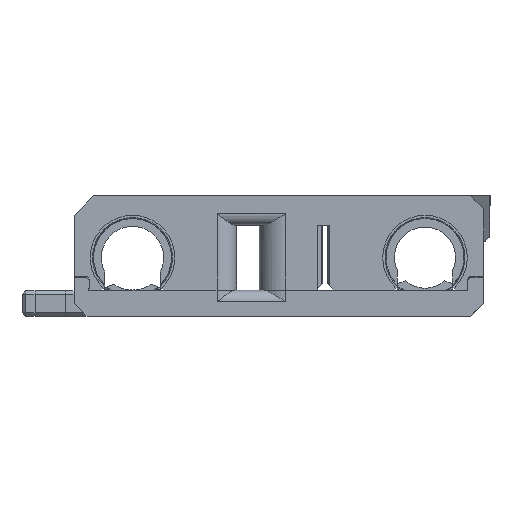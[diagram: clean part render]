
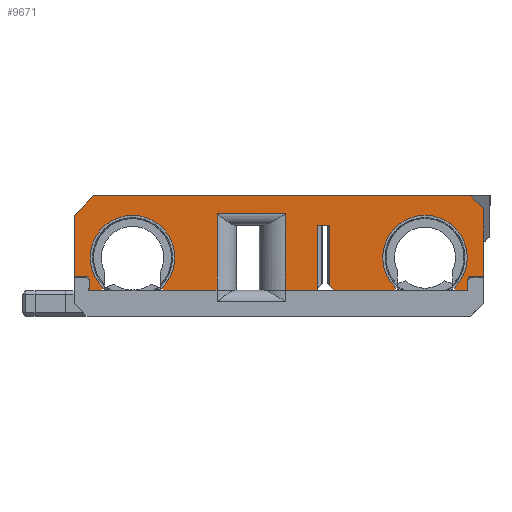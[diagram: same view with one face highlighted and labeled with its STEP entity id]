
A CAD part, left-side view. The second image highlights one B-rep face of the part: STEP entity #9671.
In plain terms, the highlighted face is planar.
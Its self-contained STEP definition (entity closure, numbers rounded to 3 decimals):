
#428=PLANE('',#10289);
#900=FACE_OUTER_BOUND('',#1466,.T.);
#1466=EDGE_LOOP('',(#7091,#7092,#7093,#7094,#7095,#7096,#7097,#7098,#7099,
#7100,#7101,#7102,#7103,#7104,#7105,#7106,#7107,#7108,#7109,#7110,#7111,
#7112,#7113,#7114,#7115,#7116,#7117,#7118,#7119,#7120));
#1920=LINE('',#13528,#2903);
#1933=LINE('',#13582,#2916);
#1996=LINE('',#13743,#2979);
#2138=LINE('',#14292,#3121);
#2141=LINE('',#14298,#3124);
#2142=LINE('',#14300,#3125);
#2143=LINE('',#14302,#3126);
#2144=LINE('',#14304,#3127);
#2145=LINE('',#14306,#3128);
#2146=LINE('',#14308,#3129);
#2147=LINE('',#14310,#3130);
#2148=LINE('',#14313,#3131);
#2149=LINE('',#14315,#3132);
#2150=LINE('',#14317,#3133);
#2151=LINE('',#14319,#3134);
#2152=LINE('',#14321,#3135);
#2153=LINE('',#14323,#3136);
#2154=LINE('',#14325,#3137);
#2155=LINE('',#14327,#3138);
#2156=LINE('',#14329,#3139);
#2157=LINE('',#14330,#3140);
#2158=LINE('',#14332,#3141);
#2159=LINE('',#14336,#3142);
#2160=LINE('',#14338,#3143);
#2161=LINE('',#14340,#3144);
#2162=LINE('',#14342,#3145);
#2163=LINE('',#14344,#3146);
#2164=LINE('',#14345,#3147);
#2903=VECTOR('',#10940,10.);
#2916=VECTOR('',#10993,10.);
#2979=VECTOR('',#11138,10.);
#3121=VECTOR('',#11496,10.);
#3124=VECTOR('',#11501,10.);
#3125=VECTOR('',#11502,10.);
#3126=VECTOR('',#11503,10.);
#3127=VECTOR('',#11504,10.);
#3128=VECTOR('',#11505,10.);
#3129=VECTOR('',#11506,10.);
#3130=VECTOR('',#11507,10.);
#3131=VECTOR('',#11510,10.);
#3132=VECTOR('',#11511,10.);
#3133=VECTOR('',#11512,10.);
#3134=VECTOR('',#11513,10.);
#3135=VECTOR('',#11514,10.);
#3136=VECTOR('',#11515,10.);
#3137=VECTOR('',#11516,10.);
#3138=VECTOR('',#11517,10.);
#3139=VECTOR('',#11518,10.);
#3140=VECTOR('',#11519,10.);
#3141=VECTOR('',#11520,10.);
#3142=VECTOR('',#11523,10.);
#3143=VECTOR('',#11524,10.);
#3144=VECTOR('',#11525,10.);
#3145=VECTOR('',#11526,10.);
#3146=VECTOR('',#11527,10.);
#3147=VECTOR('',#11528,10.);
#3954=CIRCLE('',#10290,6.5);
#3955=CIRCLE('',#10291,6.5);
#4147=VERTEX_POINT('',#13525);
#4148=VERTEX_POINT('',#13527);
#4167=VERTEX_POINT('',#13578);
#4169=VERTEX_POINT('',#13581);
#4212=VERTEX_POINT('',#13713);
#4226=VERTEX_POINT('',#13741);
#4351=VERTEX_POINT('',#14291);
#4353=VERTEX_POINT('',#14297);
#4354=VERTEX_POINT('',#14299);
#4355=VERTEX_POINT('',#14301);
#4356=VERTEX_POINT('',#14303);
#4357=VERTEX_POINT('',#14305);
#4358=VERTEX_POINT('',#14307);
#4359=VERTEX_POINT('',#14309);
#4360=VERTEX_POINT('',#14311);
#4361=VERTEX_POINT('',#14314);
#4362=VERTEX_POINT('',#14316);
#4363=VERTEX_POINT('',#14318);
#4364=VERTEX_POINT('',#14320);
#4365=VERTEX_POINT('',#14322);
#4366=VERTEX_POINT('',#14324);
#4367=VERTEX_POINT('',#14326);
#4368=VERTEX_POINT('',#14328);
#4369=VERTEX_POINT('',#14331);
#4370=VERTEX_POINT('',#14333);
#4371=VERTEX_POINT('',#14335);
#4372=VERTEX_POINT('',#14337);
#4373=VERTEX_POINT('',#14339);
#4374=VERTEX_POINT('',#14341);
#4375=VERTEX_POINT('',#14343);
#5103=EDGE_CURVE('',#4147,#4148,#1920,.T.);
#5129=EDGE_CURVE('',#4169,#4167,#1933,.T.);
#5207=EDGE_CURVE('',#4226,#4212,#1996,.F.);
#5401=EDGE_CURVE('',#4212,#4351,#2138,.T.);
#5404=EDGE_CURVE('',#4226,#4353,#2141,.F.);
#5405=EDGE_CURVE('',#4354,#4353,#2142,.T.);
#5406=EDGE_CURVE('',#4354,#4355,#2143,.T.);
#5407=EDGE_CURVE('',#4356,#4355,#2144,.T.);
#5408=EDGE_CURVE('',#4356,#4357,#2145,.T.);
#5409=EDGE_CURVE('',#4358,#4357,#2146,.T.);
#5410=EDGE_CURVE('',#4359,#4358,#2147,.T.);
#5411=EDGE_CURVE('',#4360,#4359,#3954,.T.);
#5412=EDGE_CURVE('',#4148,#4360,#2148,.T.);
#5413=EDGE_CURVE('',#4361,#4147,#2149,.T.);
#5414=EDGE_CURVE('',#4361,#4362,#2150,.T.);
#5415=EDGE_CURVE('',#4362,#4363,#2151,.T.);
#5416=EDGE_CURVE('',#4363,#4364,#2152,.T.);
#5417=EDGE_CURVE('',#4365,#4364,#2153,.T.);
#5418=EDGE_CURVE('',#4365,#4366,#2154,.T.);
#5419=EDGE_CURVE('',#4367,#4366,#2155,.T.);
#5420=EDGE_CURVE('',#4367,#4368,#2156,.T.);
#5421=EDGE_CURVE('',#4169,#4368,#2157,.T.);
#5422=EDGE_CURVE('',#4369,#4167,#2158,.T.);
#5423=EDGE_CURVE('',#4370,#4369,#3955,.T.);
#5424=EDGE_CURVE('',#4371,#4370,#2159,.T.);
#5425=EDGE_CURVE('',#4371,#4372,#2160,.T.);
#5426=EDGE_CURVE('',#4372,#4373,#2161,.T.);
#5427=EDGE_CURVE('',#4374,#4373,#2162,.T.);
#5428=EDGE_CURVE('',#4374,#4375,#2163,.T.);
#5429=EDGE_CURVE('',#4351,#4375,#2164,.T.);
#7091=ORIENTED_EDGE('',*,*,#5401,.F.);
#7092=ORIENTED_EDGE('',*,*,#5207,.F.);
#7093=ORIENTED_EDGE('',*,*,#5404,.T.);
#7094=ORIENTED_EDGE('',*,*,#5405,.F.);
#7095=ORIENTED_EDGE('',*,*,#5406,.T.);
#7096=ORIENTED_EDGE('',*,*,#5407,.F.);
#7097=ORIENTED_EDGE('',*,*,#5408,.T.);
#7098=ORIENTED_EDGE('',*,*,#5409,.F.);
#7099=ORIENTED_EDGE('',*,*,#5410,.F.);
#7100=ORIENTED_EDGE('',*,*,#5411,.F.);
#7101=ORIENTED_EDGE('',*,*,#5412,.F.);
#7102=ORIENTED_EDGE('',*,*,#5103,.F.);
#7103=ORIENTED_EDGE('',*,*,#5413,.F.);
#7104=ORIENTED_EDGE('',*,*,#5414,.T.);
#7105=ORIENTED_EDGE('',*,*,#5415,.T.);
#7106=ORIENTED_EDGE('',*,*,#5416,.T.);
#7107=ORIENTED_EDGE('',*,*,#5417,.F.);
#7108=ORIENTED_EDGE('',*,*,#5418,.T.);
#7109=ORIENTED_EDGE('',*,*,#5419,.F.);
#7110=ORIENTED_EDGE('',*,*,#5420,.T.);
#7111=ORIENTED_EDGE('',*,*,#5421,.F.);
#7112=ORIENTED_EDGE('',*,*,#5129,.T.);
#7113=ORIENTED_EDGE('',*,*,#5422,.F.);
#7114=ORIENTED_EDGE('',*,*,#5423,.F.);
#7115=ORIENTED_EDGE('',*,*,#5424,.F.);
#7116=ORIENTED_EDGE('',*,*,#5425,.T.);
#7117=ORIENTED_EDGE('',*,*,#5426,.T.);
#7118=ORIENTED_EDGE('',*,*,#5427,.F.);
#7119=ORIENTED_EDGE('',*,*,#5428,.T.);
#7120=ORIENTED_EDGE('',*,*,#5429,.F.);
#9671=ADVANCED_FACE('',(#900),#428,.T.);
#10289=AXIS2_PLACEMENT_3D('',#14296,#11499,#11500);
#10290=AXIS2_PLACEMENT_3D('',#14312,#11508,#11509);
#10291=AXIS2_PLACEMENT_3D('',#14334,#11521,#11522);
#10940=DIRECTION('',(0.,-1.,0.));
#10993=DIRECTION('',(0.,1.,0.));
#11138=DIRECTION('',(0.,-1.,0.));
#11496=DIRECTION('',(-0.707,0.707,0.));
#11499=DIRECTION('center_axis',(0.,0.,-1.));
#11500=DIRECTION('ref_axis',(-1.,0.,0.));
#11501=DIRECTION('',(0.707,0.707,0.));
#11502=DIRECTION('',(1.,0.,0.));
#11503=DIRECTION('',(0.,1.,0.));
#11504=DIRECTION('',(0.725,-0.688,0.));
#11505=DIRECTION('',(-0.999,-0.052,0.));
#11506=DIRECTION('',(0.,-1.,0.));
#11507=DIRECTION('',(-0.707,-0.707,0.));
#11508=DIRECTION('center_axis',(0.,0.,-1.));
#11509=DIRECTION('ref_axis',(-1.,0.,0.));
#11510=DIRECTION('',(0.707,-0.707,0.));
#11511=DIRECTION('',(-1.,0.,0.));
#11512=DIRECTION('',(0.,1.,0.));
#11513=DIRECTION('',(-1.,0.,0.));
#11514=DIRECTION('',(0.,1.,0.));
#11515=DIRECTION('',(-0.707,-0.707,0.));
#11516=DIRECTION('',(1.,0.,0.));
#11517=DIRECTION('',(0.,-1.,0.));
#11518=DIRECTION('',(-1.,0.,0.));
#11519=DIRECTION('',(0.707,-0.707,0.));
#11520=DIRECTION('',(-0.707,-0.707,0.));
#11521=DIRECTION('center_axis',(0.,0.,-1.));
#11522=DIRECTION('ref_axis',(-1.,0.,0.));
#11523=DIRECTION('',(0.707,-0.707,0.));
#11524=DIRECTION('',(0.,1.,0.));
#11525=DIRECTION('',(0.999,-0.052,0.));
#11526=DIRECTION('',(-0.725,-0.688,0.));
#11527=DIRECTION('',(0.,1.,0.));
#11528=DIRECTION('',(-1.,0.,0.));
#13525=CARTESIAN_POINT('',(-1.5,22.,-3.));
#13527=CARTESIAN_POINT('',(-1.5,13.75,-3.));
#13528=CARTESIAN_POINT('',(-1.5,15.789,-3.));
#13578=CARTESIAN_POINT('',(-1.5,49.25,-3.));
#13581=CARTESIAN_POINT('',(-1.5,40.,-3.));
#13582=CARTESIAN_POINT('',(-1.5,11.5,-3.));
#13713=CARTESIAN_POINT('',(13.,61.,-3.));
#13741=CARTESIAN_POINT('',(13.,3.,-3.));
#13743=CARTESIAN_POINT('',(13.,31.5,-3.));
#14291=CARTESIAN_POINT('',(11.,63.,-3.));
#14292=CARTESIAN_POINT('',(24.5,49.5,-3.));
#14296=CARTESIAN_POINT('Origin',(0.,0.,-3.));
#14297=CARTESIAN_POINT('',(10.,0.,-3.));
#14298=CARTESIAN_POINT('',(8.5,-1.5,-3.));
#14299=CARTESIAN_POINT('',(0.6,0.,-3.));
#14300=CARTESIAN_POINT('',(6.,0.,-3.));
#14301=CARTESIAN_POINT('',(0.6,2.004,-3.));
#14302=CARTESIAN_POINT('',(0.6,1.,-3.));
#14303=CARTESIAN_POINT('',(0.201,2.383,-3.));
#14304=CARTESIAN_POINT('',(0.843,1.774,-3.));
#14305=CARTESIAN_POINT('',(-1.5,2.294,-3.));
#14306=CARTESIAN_POINT('',(-0.795,2.331,-3.));
#14307=CARTESIAN_POINT('',(-1.5,4.25,-3.));
#14308=CARTESIAN_POINT('',(-1.5,15.789,-3.));
#14309=CARTESIAN_POINT('',(-1.219,4.531,-3.));
#14310=CARTESIAN_POINT('',(-2.063,3.688,-3.));
#14311=CARTESIAN_POINT('',(-1.219,13.469,-3.));
#14312=CARTESIAN_POINT('Origin',(3.5,9.,-3.));
#14313=CARTESIAN_POINT('',(2.438,9.813,-3.));
#14314=CARTESIAN_POINT('',(10.25,22.,-3.));
#14315=CARTESIAN_POINT('',(0.,22.,-3.));
#14316=CARTESIAN_POINT('',(10.25,32.5,-3.));
#14317=CARTESIAN_POINT('',(10.25,11.5,-3.));
#14318=CARTESIAN_POINT('',(-1.5,32.5,-3.));
#14319=CARTESIAN_POINT('',(-1.5,32.5,-3.));
#14320=CARTESIAN_POINT('',(-1.5,37.3,-3.));
#14321=CARTESIAN_POINT('',(-1.5,11.5,-3.));
#14322=CARTESIAN_POINT('',(-1.3,37.5,-3.));
#14323=CARTESIAN_POINT('',(-10.2,28.6,-3.));
#14324=CARTESIAN_POINT('',(8.5,37.5,-3.));
#14325=CARTESIAN_POINT('',(3.75,37.5,-3.));
#14326=CARTESIAN_POINT('',(8.5,39.289,-3.));
#14327=CARTESIAN_POINT('',(8.5,11.5,-3.));
#14328=CARTESIAN_POINT('',(-0.789,39.289,-3.));
#14329=CARTESIAN_POINT('',(0.,39.289,-3.));
#14330=CARTESIAN_POINT('',(9.125,29.375,-3.));
#14331=CARTESIAN_POINT('',(-1.219,49.531,-3.));
#14332=CARTESIAN_POINT('',(-13.313,37.438,-3.));
#14333=CARTESIAN_POINT('',(-1.219,58.469,-3.));
#14334=CARTESIAN_POINT('Origin',(3.5,54.,-3.));
#14335=CARTESIAN_POINT('',(-1.5,58.75,-3.));
#14336=CARTESIAN_POINT('',(13.688,43.563,-3.));
#14337=CARTESIAN_POINT('',(-1.5,60.606,-3.));
#14338=CARTESIAN_POINT('',(-1.5,11.5,-3.));
#14339=CARTESIAN_POINT('',(0.201,60.516,-3.));
#14340=CARTESIAN_POINT('',(0.846,60.483,-3.));
#14341=CARTESIAN_POINT('',(0.6,60.895,-3.));
#14342=CARTESIAN_POINT('',(-14.861,46.224,-3.));
#14343=CARTESIAN_POINT('',(0.6,63.,-3.));
#14344=CARTESIAN_POINT('',(0.6,30.75,-3.));
#14345=CARTESIAN_POINT('',(0.,63.,-3.));
